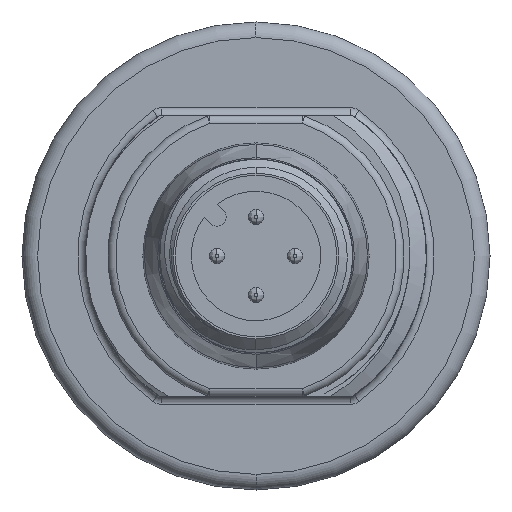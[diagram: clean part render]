
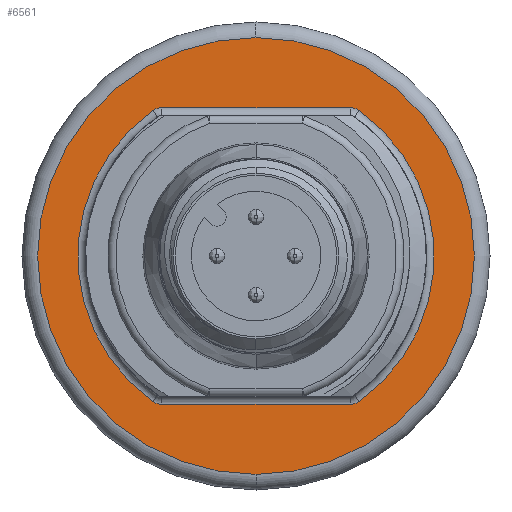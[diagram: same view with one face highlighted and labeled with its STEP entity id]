
A CAD part, front view. The second image highlights one B-rep face of the part: STEP entity #6561.
In plain terms, the highlighted planar face has unit normal (0, -1, 0).
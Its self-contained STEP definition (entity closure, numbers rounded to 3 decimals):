
#1315=CARTESIAN_POINT('',(0.,-2.,0.));
#1316=DIRECTION('',(0.,-1.,0.));
#1317=DIRECTION('',(-0.579,0.,0.815));
#1318=AXIS2_PLACEMENT_3D('',#1315,#1316,#1317);
#1320=CARTESIAN_POINT('',(-6.036,-2.,-8.5));
#1321=DIRECTION('',(0.,1.,0.));
#1322=DIRECTION('',(0.,0.,-1.));
#1323=AXIS2_PLACEMENT_3D('',#1320,#1321,#1322);
#1325=DIRECTION('',(-1.,0.,0.));
#1326=VECTOR('',#1325,12.072);
#1327=CARTESIAN_POINT('',(6.036,-2.,-9.5));
#1328=LINE('',#1327,#1326);
#1329=CARTESIAN_POINT('',(6.036,-2.,-8.5));
#1330=DIRECTION('',(0.,1.,0.));
#1331=DIRECTION('',(0.579,0.,-0.815));
#1332=AXIS2_PLACEMENT_3D('',#1329,#1330,#1331);
#1334=CARTESIAN_POINT('',(0.,-2.,0.));
#1335=DIRECTION('',(0.,-1.,0.));
#1336=DIRECTION('',(0.579,0.,-0.815));
#1337=AXIS2_PLACEMENT_3D('',#1334,#1335,#1336);
#1339=CARTESIAN_POINT('',(6.036,-2.,8.5));
#1340=DIRECTION('',(0.,1.,0.));
#1341=DIRECTION('',(0.,0.,1.));
#1342=AXIS2_PLACEMENT_3D('',#1339,#1340,#1341);
#1344=DIRECTION('',(-1.,0.,0.));
#1345=VECTOR('',#1344,12.072);
#1346=CARTESIAN_POINT('',(6.036,-2.,9.5));
#1347=LINE('',#1346,#1345);
#1348=CARTESIAN_POINT('',(-6.036,-2.,8.5));
#1349=DIRECTION('',(0.,1.,0.));
#1350=DIRECTION('',(-0.579,0.,0.815));
#1351=AXIS2_PLACEMENT_3D('',#1348,#1349,#1350);
#1353=CARTESIAN_POINT('',(0.,-2.,0.));
#1354=DIRECTION('',(0.,1.,0.));
#1355=DIRECTION('',(0.,0.,-1.));
#1356=AXIS2_PLACEMENT_3D('',#1353,#1354,#1355);
#1358=CARTESIAN_POINT('',(0.,-2.,0.));
#1359=DIRECTION('',(0.,1.,0.));
#1360=DIRECTION('',(0.,0.,1.));
#1361=AXIS2_PLACEMENT_3D('',#1358,#1359,#1360);
#4283=CARTESIAN_POINT('',(-6.615,-2.,9.315));
#4284=CARTESIAN_POINT('',(-6.615,-2.,-9.315));
#4285=VERTEX_POINT('',#4283);
#4286=VERTEX_POINT('',#4284);
#4295=CARTESIAN_POINT('',(6.036,-2.,9.5));
#4296=CARTESIAN_POINT('',(-6.036,-2.,9.5));
#4297=VERTEX_POINT('',#4295);
#4298=VERTEX_POINT('',#4296);
#4299=CARTESIAN_POINT('',(6.615,-2.,-9.315));
#4300=CARTESIAN_POINT('',(6.615,-2.,9.315));
#4301=VERTEX_POINT('',#4299);
#4302=VERTEX_POINT('',#4300);
#4311=CARTESIAN_POINT('',(6.036,-2.,-9.5));
#4312=CARTESIAN_POINT('',(-6.036,-2.,-9.5));
#4313=VERTEX_POINT('',#4311);
#4314=VERTEX_POINT('',#4312);
#4345=CARTESIAN_POINT('',(0.,-2.,-14.));
#4346=CARTESIAN_POINT('',(0.,-2.,14.));
#4347=VERTEX_POINT('',#4345);
#4348=VERTEX_POINT('',#4346);
#6534=CARTESIAN_POINT('',(0.,-2.,0.));
#6535=DIRECTION('',(0.,-1.,0.));
#6536=DIRECTION('',(0.,0.,1.));
#6537=AXIS2_PLACEMENT_3D('',#6534,#6535,#6536);
#6538=PLANE('',#6537);
#6539=ORIENTED_EDGE('',*,*,#6516,.T.);
#6540=ORIENTED_EDGE('',*,*,#6501,.T.);
#6541=EDGE_LOOP('',(#6539,#6540));
#6542=FACE_OUTER_BOUND('',#6541,.F.);
#6544=ORIENTED_EDGE('',*,*,#6543,.T.);
#6546=ORIENTED_EDGE('',*,*,#6545,.F.);
#6548=ORIENTED_EDGE('',*,*,#6547,.F.);
#6550=ORIENTED_EDGE('',*,*,#6549,.F.);
#6552=ORIENTED_EDGE('',*,*,#6551,.T.);
#6554=ORIENTED_EDGE('',*,*,#6553,.F.);
#6556=ORIENTED_EDGE('',*,*,#6555,.T.);
#6558=ORIENTED_EDGE('',*,*,#6557,.F.);
#6559=EDGE_LOOP('',(#6544,#6546,#6548,#6550,#6552,#6554,#6556,#6558));
#6560=FACE_BOUND('',#6559,.F.);
#6561=ADVANCED_FACE('',(#6542,#6560),#6538,.T.);
#1319=CIRCLE('',#1318,11.425);
#1324=CIRCLE('',#1323,1.);
#1333=CIRCLE('',#1332,1.);
#1338=CIRCLE('',#1337,11.425);
#1343=CIRCLE('',#1342,1.);
#1352=CIRCLE('',#1351,1.);
#1357=CIRCLE('',#1356,14.);
#1362=CIRCLE('',#1361,14.);
#6501=EDGE_CURVE('',#4348,#4347,#1362,.T.);
#6516=EDGE_CURVE('',#4347,#4348,#1357,.T.);
#6543=EDGE_CURVE('',#4285,#4286,#1319,.T.);
#6545=EDGE_CURVE('',#4314,#4286,#1324,.T.);
#6547=EDGE_CURVE('',#4313,#4314,#1328,.T.);
#6549=EDGE_CURVE('',#4301,#4313,#1333,.T.);
#6551=EDGE_CURVE('',#4301,#4302,#1338,.T.);
#6553=EDGE_CURVE('',#4297,#4302,#1343,.T.);
#6555=EDGE_CURVE('',#4297,#4298,#1347,.T.);
#6557=EDGE_CURVE('',#4285,#4298,#1352,.T.);
